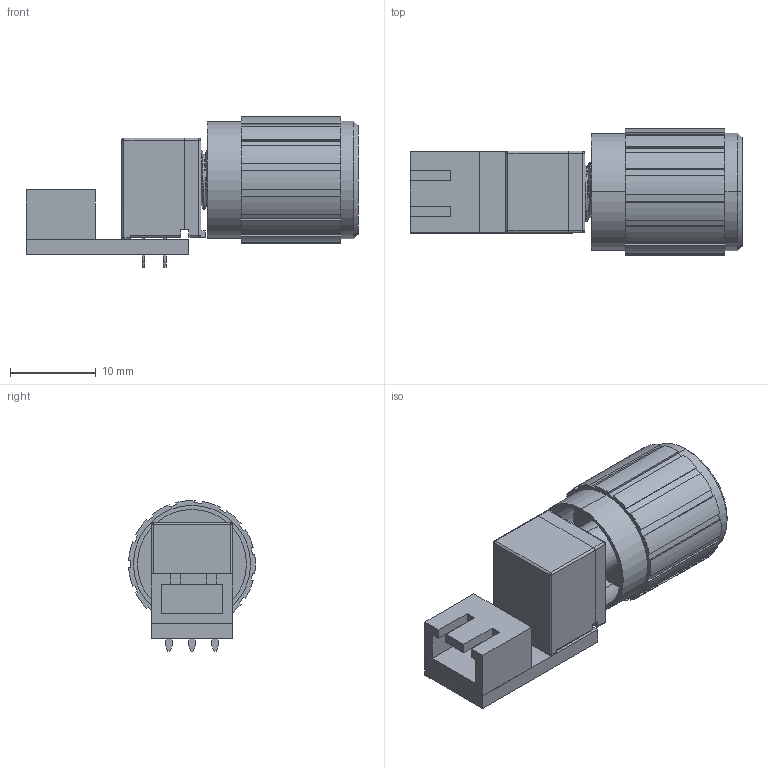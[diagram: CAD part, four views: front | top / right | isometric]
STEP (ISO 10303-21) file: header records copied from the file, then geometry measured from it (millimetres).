
FILE_DESCRIPTION (( 'STEP AP214' ), '1' );
FILE_NAME ('唅聽.STEP', '2024-01-18T06:42:53', ( 'Windows User' ), ( 'P R C' ), 'SwSTEP 2.0', 'SolidWorks 2023', '' );
FILE_SCHEMA (( 'AUTOMOTIVE_DESIGN' ));
Length unit declared in the file: millimetre
Products named in the file (1): 旋钮
Bounding box: 38.72 x 14.78 x 17.59 mm (x, y, z)
Volume: 3976.1 mm3; surface area: 3261.7 mm2
Topology: 3 solids, 3 shells, 234 faces, 647 edges, 415 vertices
Faces by surface type: plane 163, cylinder 51, bspline 18, cone 2
Entity records: 8959 total; most frequent: CARTESIAN_POINT 3004, ORIENTED_EDGE 1262, DIRECTION 1170, EDGE_CURVE 631, LINE 480, VECTOR 480, VERTEX_POINT 415, AXIS2_PLACEMENT_3D 345
